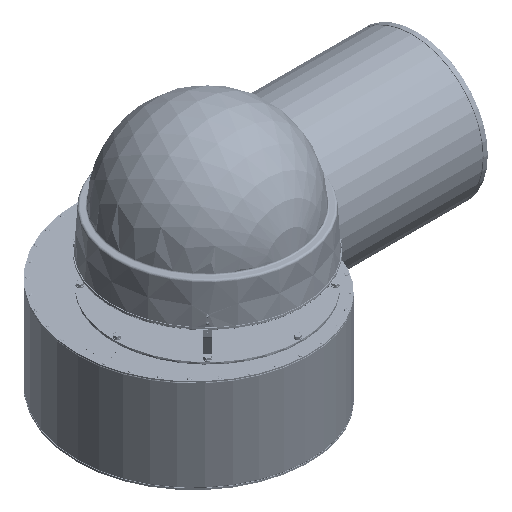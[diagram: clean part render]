
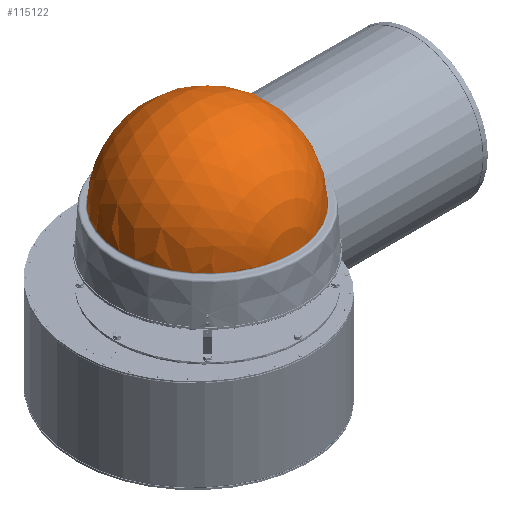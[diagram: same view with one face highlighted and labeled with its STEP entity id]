
A CAD part, isometric view. The second image highlights one B-rep face of the part: STEP entity #115122.
In plain terms, the highlighted spherical face has radius 210 mm.
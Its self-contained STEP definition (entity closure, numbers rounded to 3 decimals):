
#1121=SPHERICAL_SURFACE('',#122372,210.);
#13689=FACE_OUTER_BOUND('',#20420,.T.);
#20420=EDGE_LOOP('',(#93126));
#42065=CIRCLE('',#122373,209.979);
#51869=VERTEX_POINT('',#198368);
#66209=EDGE_CURVE('',#51869,#51869,#42065,.T.);
#93126=ORIENTED_EDGE('',*,*,#66209,.T.);
#115122=ADVANCED_FACE('',(#13689),#1121,.T.);
#122372=AXIS2_PLACEMENT_3D('',#198367,#143297,#143298);
#122373=AXIS2_PLACEMENT_3D('',#198369,#143299,#143300);
#143297=DIRECTION('center_axis',(-0.03,-1.,
0.));
#143298=DIRECTION('ref_axis',(1.,-0.03,0.));
#143299=DIRECTION('center_axis',(0.,0.,
1.));
#143300=DIRECTION('ref_axis',(-1.,0.03,0.));
#198367=CARTESIAN_POINT('Origin',(0.,0.,
179.5));
#198368=CARTESIAN_POINT('',(6.359,209.883,182.458));
#198369=CARTESIAN_POINT('Origin',(0.,0.,
182.458));
